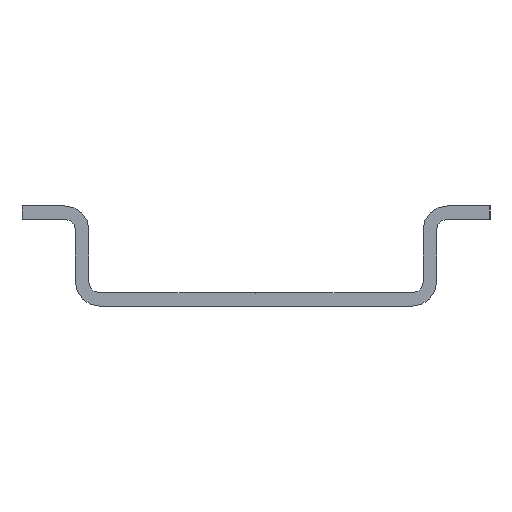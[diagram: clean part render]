
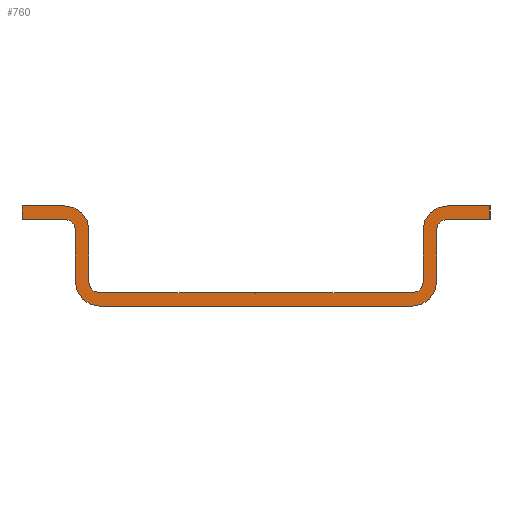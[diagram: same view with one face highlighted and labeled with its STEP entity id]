
A CAD part, left-side view. The second image highlights one B-rep face of the part: STEP entity #760.
In plain terms, the highlighted planar face has unit normal (-1, 0, 0).
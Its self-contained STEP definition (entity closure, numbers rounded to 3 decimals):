
#55=AXIS2_PLACEMENT_3D('Circle Axis2P3D',#53,#54,$) ;
#124=AXIS2_PLACEMENT_3D('Circle Axis2P3D',#122,#123,$) ;
#274=AXIS2_PLACEMENT_3D('Circle Axis2P3D',#272,#273,$) ;
#336=AXIS2_PLACEMENT_3D('Circle Axis2P3D',#334,#335,$) ;
#460=AXIS2_PLACEMENT_3D('Circle Axis2P3D',#458,#459,$) ;
#522=AXIS2_PLACEMENT_3D('Circle Axis2P3D',#520,#521,$) ;
#584=AXIS2_PLACEMENT_3D('Circle Axis2P3D',#582,#583,$) ;
#646=AXIS2_PLACEMENT_3D('Circle Axis2P3D',#644,#645,$) ;
#733=AXIS2_PLACEMENT_3D('Plane Axis2P3D',#730,#731,#732) ;
#50=CARTESIAN_POINT('Vertex',(0.,5.,5.7)) ;
#53=CARTESIAN_POINT('Axis2P3D Location',(0.,3.2,5.7)) ;
#57=CARTESIAN_POINT('Vertex',(0.,3.2,7.5)) ;
#88=CARTESIAN_POINT('Vertex',(0.,5.,1.8)) ;
#91=CARTESIAN_POINT('Line Origine',(0.,5.,3.75)) ;
#119=CARTESIAN_POINT('Vertex',(0.,5.8,1.)) ;
#122=CARTESIAN_POINT('Axis2P3D Location',(0.,5.8,1.8)) ;
#150=CARTESIAN_POINT('Vertex',(0.,17.458,1.)) ;
#153=CARTESIAN_POINT('Line Origine',(0.,11.629,1.)) ;
#181=CARTESIAN_POINT('Vertex',(0.,17.5,0.94)) ;
#184=CARTESIAN_POINT('Line Origine',(0.,17.479,0.97)) ;
#212=CARTESIAN_POINT('Vertex',(0.,17.542,1.)) ;
#215=CARTESIAN_POINT('Line Origine',(0.,17.521,0.97)) ;
#238=CARTESIAN_POINT('Vertex',(0.,29.2,1.)) ;
#241=CARTESIAN_POINT('Line Origine',(0.,23.371,1.)) ;
#269=CARTESIAN_POINT('Vertex',(0.,30.,1.8)) ;
#272=CARTESIAN_POINT('Axis2P3D Location',(0.,29.2,1.8)) ;
#300=CARTESIAN_POINT('Vertex',(0.,30.,5.7)) ;
#303=CARTESIAN_POINT('Line Origine',(0.,30.,3.75)) ;
#331=CARTESIAN_POINT('Vertex',(0.,31.8,7.5)) ;
#334=CARTESIAN_POINT('Axis2P3D Location',(0.,31.8,5.7)) ;
#362=CARTESIAN_POINT('Vertex',(0.,35.,7.5)) ;
#365=CARTESIAN_POINT('Line Origine',(0.,33.4,7.5)) ;
#393=CARTESIAN_POINT('Vertex',(0.,35.,6.5)) ;
#396=CARTESIAN_POINT('Line Origine',(0.,35.,7.)) ;
#424=CARTESIAN_POINT('Vertex',(0.,31.8,6.5)) ;
#427=CARTESIAN_POINT('Line Origine',(0.,33.4,6.5)) ;
#455=CARTESIAN_POINT('Vertex',(0.,31.,5.7)) ;
#458=CARTESIAN_POINT('Axis2P3D Location',(0.,31.8,5.7)) ;
#486=CARTESIAN_POINT('Vertex',(0.,31.,1.8)) ;
#489=CARTESIAN_POINT('Line Origine',(0.,31.,3.75)) ;
#517=CARTESIAN_POINT('Vertex',(0.,29.2,0.)) ;
#520=CARTESIAN_POINT('Axis2P3D Location',(0.,29.2,1.8)) ;
#548=CARTESIAN_POINT('Vertex',(0.,5.8,0.)) ;
#551=CARTESIAN_POINT('Line Origine',(0.,17.5,0.)) ;
#579=CARTESIAN_POINT('Vertex',(0.,4.,1.8)) ;
#582=CARTESIAN_POINT('Axis2P3D Location',(0.,5.8,1.8)) ;
#610=CARTESIAN_POINT('Vertex',(0.,4.,5.7)) ;
#613=CARTESIAN_POINT('Line Origine',(0.,4.,3.75)) ;
#641=CARTESIAN_POINT('Vertex',(0.,3.2,6.5)) ;
#644=CARTESIAN_POINT('Axis2P3D Location',(0.,3.2,5.7)) ;
#667=CARTESIAN_POINT('Vertex',(0.,0.,6.5)) ;
#670=CARTESIAN_POINT('Line Origine',(0.,1.6,6.5)) ;
#698=CARTESIAN_POINT('Vertex',(0.,0.,7.5)) ;
#701=CARTESIAN_POINT('Line Origine',(0.,0.,7.)) ;
#718=CARTESIAN_POINT('Line Origine',(0.,1.6,7.5)) ;
#730=CARTESIAN_POINT('Axis2P3D Location',(0.,17.5,7.5)) ;
#54=DIRECTION('Axis2P3D Direction',(-1.,0.,0.)) ;
#92=DIRECTION('Vector Direction',(0.,0.,1.)) ;
#123=DIRECTION('Axis2P3D Direction',(-1.,0.,0.)) ;
#154=DIRECTION('Vector Direction',(0.,1.,0.)) ;
#185=DIRECTION('Vector Direction',(0.,-0.574,0.819)) ;
#216=DIRECTION('Vector Direction',(0.,-0.574,-0.819)) ;
#242=DIRECTION('Vector Direction',(0.,1.,0.)) ;
#273=DIRECTION('Axis2P3D Direction',(-1.,0.,0.)) ;
#304=DIRECTION('Vector Direction',(0.,0.,1.)) ;
#335=DIRECTION('Axis2P3D Direction',(-1.,0.,0.)) ;
#366=DIRECTION('Vector Direction',(0.,1.,0.)) ;
#397=DIRECTION('Vector Direction',(0.,0.,1.)) ;
#428=DIRECTION('Vector Direction',(0.,1.,0.)) ;
#459=DIRECTION('Axis2P3D Direction',(-1.,0.,0.)) ;
#490=DIRECTION('Vector Direction',(0.,0.,1.)) ;
#521=DIRECTION('Axis2P3D Direction',(-1.,0.,0.)) ;
#552=DIRECTION('Vector Direction',(0.,1.,0.)) ;
#583=DIRECTION('Axis2P3D Direction',(-1.,0.,0.)) ;
#614=DIRECTION('Vector Direction',(0.,0.,1.)) ;
#645=DIRECTION('Axis2P3D Direction',(-1.,0.,0.)) ;
#671=DIRECTION('Vector Direction',(0.,-1.,0.)) ;
#702=DIRECTION('Vector Direction',(0.,0.,1.)) ;
#719=DIRECTION('Vector Direction',(0.,-1.,0.)) ;
#731=DIRECTION('Axis2P3D Direction',(-1.,0.,0.)) ;
#732=DIRECTION('Axis2P3D XDirection',(0.,-1.,0.)) ;
#93=VECTOR('Line Direction',#92,1.) ;
#155=VECTOR('Line Direction',#154,1.) ;
#186=VECTOR('Line Direction',#185,1.) ;
#217=VECTOR('Line Direction',#216,1.) ;
#243=VECTOR('Line Direction',#242,1.) ;
#305=VECTOR('Line Direction',#304,1.) ;
#367=VECTOR('Line Direction',#366,1.) ;
#398=VECTOR('Line Direction',#397,1.) ;
#429=VECTOR('Line Direction',#428,1.) ;
#491=VECTOR('Line Direction',#490,1.) ;
#553=VECTOR('Line Direction',#552,1.) ;
#615=VECTOR('Line Direction',#614,1.) ;
#672=VECTOR('Line Direction',#671,1.) ;
#703=VECTOR('Line Direction',#702,1.) ;
#720=VECTOR('Line Direction',#719,1.) ;
#736=ORIENTED_EDGE('',*,*,#59,.T.) ;
#737=ORIENTED_EDGE('',*,*,#95,.T.) ;
#738=ORIENTED_EDGE('',*,*,#126,.T.) ;
#739=ORIENTED_EDGE('',*,*,#157,.T.) ;
#740=ORIENTED_EDGE('',*,*,#188,.T.) ;
#741=ORIENTED_EDGE('',*,*,#219,.T.) ;
#742=ORIENTED_EDGE('',*,*,#245,.T.) ;
#743=ORIENTED_EDGE('',*,*,#276,.T.) ;
#744=ORIENTED_EDGE('',*,*,#307,.T.) ;
#745=ORIENTED_EDGE('',*,*,#338,.T.) ;
#746=ORIENTED_EDGE('',*,*,#369,.T.) ;
#747=ORIENTED_EDGE('',*,*,#400,.T.) ;
#748=ORIENTED_EDGE('',*,*,#431,.T.) ;
#749=ORIENTED_EDGE('',*,*,#462,.T.) ;
#750=ORIENTED_EDGE('',*,*,#493,.T.) ;
#751=ORIENTED_EDGE('',*,*,#524,.T.) ;
#752=ORIENTED_EDGE('',*,*,#555,.T.) ;
#753=ORIENTED_EDGE('',*,*,#586,.T.) ;
#754=ORIENTED_EDGE('',*,*,#617,.T.) ;
#755=ORIENTED_EDGE('',*,*,#648,.T.) ;
#756=ORIENTED_EDGE('',*,*,#674,.T.) ;
#757=ORIENTED_EDGE('',*,*,#705,.T.) ;
#758=ORIENTED_EDGE('',*,*,#722,.T.) ;
#760=ADVANCED_FACE('TS 35X7.5 ',(#759),#734,.T.) ;
#56=CIRCLE('generated circle',#55,1.8) ;
#125=CIRCLE('generated circle',#124,0.8) ;
#275=CIRCLE('generated circle',#274,0.8) ;
#337=CIRCLE('generated circle',#336,1.8) ;
#461=CIRCLE('generated circle',#460,0.8) ;
#523=CIRCLE('generated circle',#522,1.8) ;
#585=CIRCLE('generated circle',#584,1.8) ;
#647=CIRCLE('generated circle',#646,0.8) ;
#59=EDGE_CURVE('',#58,#51,#56,.T.) ;
#95=EDGE_CURVE('',#51,#89,#94,.F.) ;
#126=EDGE_CURVE('',#89,#120,#125,.F.) ;
#157=EDGE_CURVE('',#120,#151,#156,.T.) ;
#188=EDGE_CURVE('',#151,#182,#187,.F.) ;
#219=EDGE_CURVE('',#182,#213,#218,.F.) ;
#245=EDGE_CURVE('',#213,#239,#244,.T.) ;
#276=EDGE_CURVE('',#239,#270,#275,.F.) ;
#307=EDGE_CURVE('',#270,#301,#306,.T.) ;
#338=EDGE_CURVE('',#301,#332,#337,.T.) ;
#369=EDGE_CURVE('',#332,#363,#368,.T.) ;
#400=EDGE_CURVE('',#363,#394,#399,.F.) ;
#431=EDGE_CURVE('',#394,#425,#430,.F.) ;
#462=EDGE_CURVE('',#425,#456,#461,.F.) ;
#493=EDGE_CURVE('',#456,#487,#492,.F.) ;
#524=EDGE_CURVE('',#487,#518,#523,.T.) ;
#555=EDGE_CURVE('',#518,#549,#554,.F.) ;
#586=EDGE_CURVE('',#549,#580,#585,.T.) ;
#617=EDGE_CURVE('',#580,#611,#616,.T.) ;
#648=EDGE_CURVE('',#611,#642,#647,.F.) ;
#674=EDGE_CURVE('',#642,#668,#673,.T.) ;
#705=EDGE_CURVE('',#668,#699,#704,.T.) ;
#722=EDGE_CURVE('',#699,#58,#721,.F.) ;
#735=EDGE_LOOP('',(#736,#737,#738,#739,#740,#741,#742,#743,#744,#745,#746,#747,#748,#749,#750,#751,#752,#753,#754,#755,#756,#757,#758)) ;
#759=FACE_OUTER_BOUND('',#735,.T.) ;
#94=LINE('Line',#91,#93) ;
#156=LINE('Line',#153,#155) ;
#187=LINE('Line',#184,#186) ;
#218=LINE('Line',#215,#217) ;
#244=LINE('Line',#241,#243) ;
#306=LINE('Line',#303,#305) ;
#368=LINE('Line',#365,#367) ;
#399=LINE('Line',#396,#398) ;
#430=LINE('Line',#427,#429) ;
#492=LINE('Line',#489,#491) ;
#554=LINE('Line',#551,#553) ;
#616=LINE('Line',#613,#615) ;
#673=LINE('Line',#670,#672) ;
#704=LINE('Line',#701,#703) ;
#721=LINE('Line',#718,#720) ;
#734=PLANE('',#733) ;
#51=VERTEX_POINT('',#50) ;
#58=VERTEX_POINT('',#57) ;
#89=VERTEX_POINT('',#88) ;
#120=VERTEX_POINT('',#119) ;
#151=VERTEX_POINT('',#150) ;
#182=VERTEX_POINT('',#181) ;
#213=VERTEX_POINT('',#212) ;
#239=VERTEX_POINT('',#238) ;
#270=VERTEX_POINT('',#269) ;
#301=VERTEX_POINT('',#300) ;
#332=VERTEX_POINT('',#331) ;
#363=VERTEX_POINT('',#362) ;
#394=VERTEX_POINT('',#393) ;
#425=VERTEX_POINT('',#424) ;
#456=VERTEX_POINT('',#455) ;
#487=VERTEX_POINT('',#486) ;
#518=VERTEX_POINT('',#517) ;
#549=VERTEX_POINT('',#548) ;
#580=VERTEX_POINT('',#579) ;
#611=VERTEX_POINT('',#610) ;
#642=VERTEX_POINT('',#641) ;
#668=VERTEX_POINT('',#667) ;
#699=VERTEX_POINT('',#698) ;
